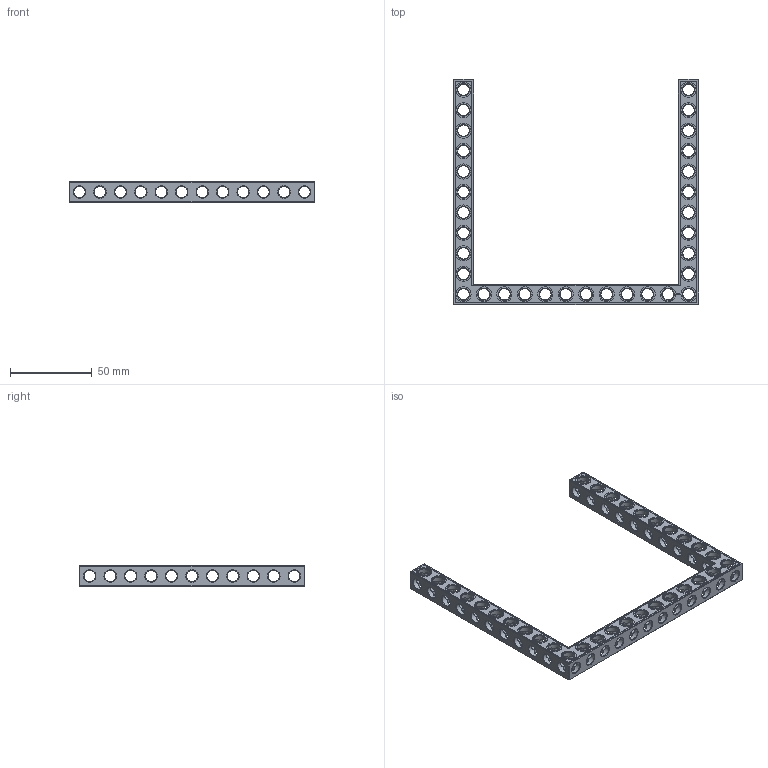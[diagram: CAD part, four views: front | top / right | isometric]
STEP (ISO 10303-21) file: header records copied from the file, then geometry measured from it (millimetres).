
FILE_DESCRIPTION(('FreeCAD Model'),'2;1');
FILE_NAME('Open CASCADE Shape Model','2022-02-26T15:56:44',('Author'),( ''),'Open CASCADE STEP processor 7.5','FreeCAD','Unknown');
FILE_SCHEMA(('AUTOMOTIVE_DESIGN { 1 0 10303 214 1 1 1 1 }'));
Products named in the file (1): Beam AGD ESS USH SYM BU12x11x01 - SPN-BEM-0489 (stemfie.org)
Bounding box: 150 x 137.5 x 12.5 mm (x, y, z)
Volume: 31267 mm3; surface area: 27953.7 mm2
Topology: 1 solids, 1 shells, 902 faces, 2719 edges, 1759 vertices
Faces by surface type: plane 409, cylinder 193, extrusion 170, cone 130
Full cylindrical faces by diameter (mm): 6.98 x24, 7 x137, 9.2 x32
Entity records: 173035 total; most frequent: CARTESIAN_POINT 122279, DIRECTION 8187, ORIENTED_EDGE 5438, PCURVE 5438, DEFINITIONAL_REPRESENTATION 5438, VECTOR 5225, LINE 5055, EDGE_CURVE 2719
